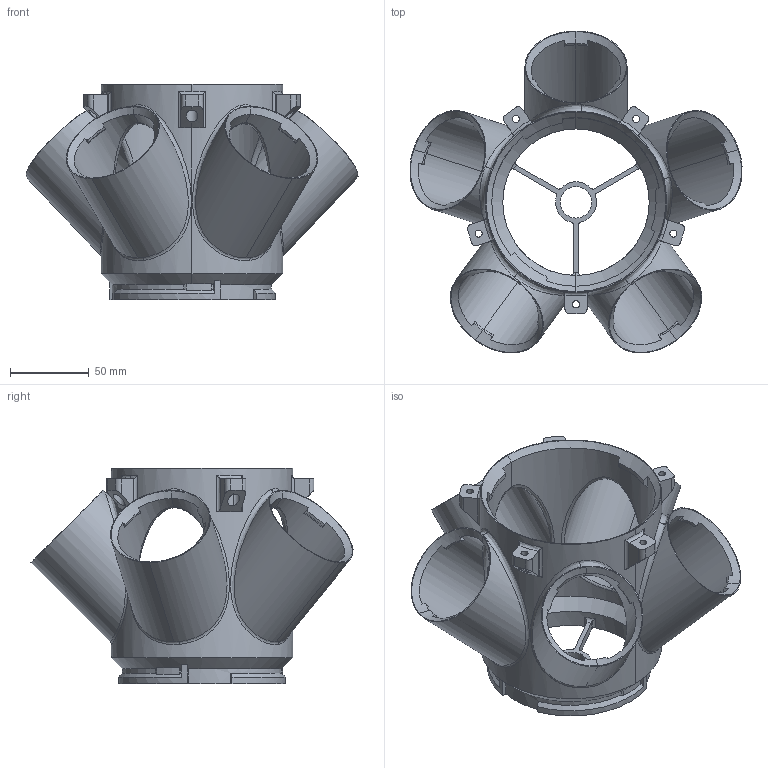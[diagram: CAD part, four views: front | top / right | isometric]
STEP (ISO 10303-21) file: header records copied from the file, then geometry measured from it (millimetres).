
FILE_DESCRIPTION (( 'STEP AP203' ), '1' );
FILE_NAME ('5-Way_Planting_Module_Hollow.STEP', '2020-11-29T12:38:31', ( '' ), ( '' ), '', '', '' );
FILE_SCHEMA (( 'CONFIG_CONTROL_DESIGN' ));
Length unit declared in the file: millimetre
Products named in the file (1): 5-Way_Planting_Module_Hollow
Bounding box: 210.69 x 204.34 x 136.5 mm (x, y, z)
Volume: 304240.4 mm3; surface area: 155514.3 mm2
Topology: 1 solids, 1 shells, 326 faces, 925 edges, 605 vertices
Faces by surface type: cylinder 122, plane 106, cone 69, bspline 20, torus 9
Entity records: 18330 total; most frequent: CARTESIAN_POINT 9881, ORIENTED_EDGE 1850, DIRECTION 1670, EDGE_CURVE 925, AXIS2_PLACEMENT_3D 625, VERTEX_POINT 605, VECTOR 420, LINE 420
